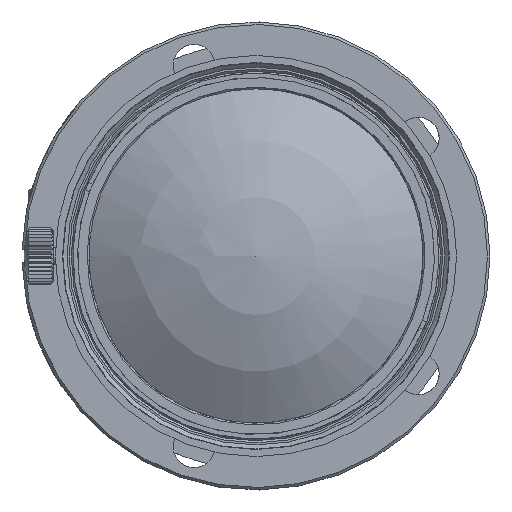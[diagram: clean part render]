
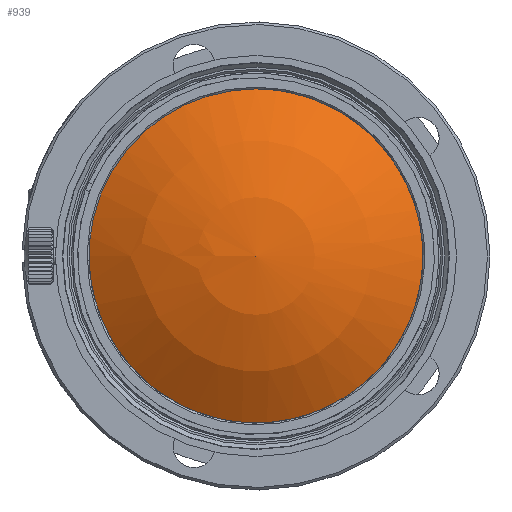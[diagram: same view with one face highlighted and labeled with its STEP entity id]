
A CAD part, left-side view. The second image highlights one B-rep face of the part: STEP entity #939.
In plain terms, the highlighted spherical face has radius 35.281 mm.
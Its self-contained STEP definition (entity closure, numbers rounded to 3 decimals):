
#109=SPHERICAL_SURFACE('',#9949,35.281);
#550=FACE_OUTER_BOUND('',#2776,.T.);
#939=ADVANCED_FACE('',(#550),#109,.T.);
#2776=EDGE_LOOP('',(#5419));
#5419=ORIENTED_EDGE('',*,*,#8306,.T.);
#6920=VERTEX_POINT('',#19210);
#8306=EDGE_CURVE('',#6920,#6920,#9434,.T.);
#9434=B_SPLINE_CURVE_WITH_KNOTS('',3,(#19192,#19193,#19194,#19195,#19196,
#19197,#19198,#19199,#19200,#19201,#19202,#19203,#19204,#19205,#19206,#19207,
#19208,#19209),.UNSPECIFIED.,.T.,.F.,(2,2,2,2,2,2,2,2,2,2,2),(-0.125,0.,
0.125,0.25,0.375,0.5,0.625,0.75,0.875,1.,1.125),.UNSPECIFIED.);
#9949=AXIS2_PLACEMENT_3D('',#19211,#11155,#11156);
#11155=DIRECTION('',(-1.,0.,0.));
#11156=DIRECTION('',(0.,1.,0.));
#19192=CARTESIAN_POINT('',(-93.403,-5.235,19.997));
#19193=CARTESIAN_POINT('',(-93.403,5.235,19.997));
#19194=CARTESIAN_POINT('',(-93.403,10.438,17.842));
#19195=CARTESIAN_POINT('',(-93.403,17.842,10.438));
#19196=CARTESIAN_POINT('',(-93.403,19.997,5.235));
#19197=CARTESIAN_POINT('',(-93.403,19.997,-5.235));
#19198=CARTESIAN_POINT('',(-93.403,17.842,-10.438));
#19199=CARTESIAN_POINT('',(-93.403,10.438,-17.842));
#19200=CARTESIAN_POINT('',(-93.403,5.235,-19.997));
#19201=CARTESIAN_POINT('',(-93.403,-5.235,-19.997));
#19202=CARTESIAN_POINT('',(-93.403,-10.438,-17.842));
#19203=CARTESIAN_POINT('',(-93.403,-17.842,-10.438));
#19204=CARTESIAN_POINT('',(-93.403,-19.997,-5.235));
#19205=CARTESIAN_POINT('',(-93.403,-19.997,5.235));
#19206=CARTESIAN_POINT('',(-93.403,-17.842,10.438));
#19207=CARTESIAN_POINT('',(-93.403,-10.438,17.842));
#19208=CARTESIAN_POINT('',(-93.403,-5.235,19.997));
#19209=CARTESIAN_POINT('',(-93.403,5.235,19.997));
#19210=CARTESIAN_POINT('',(-93.403,0.,19.997));
#19211=CARTESIAN_POINT('',(-64.336,0.,0.));
